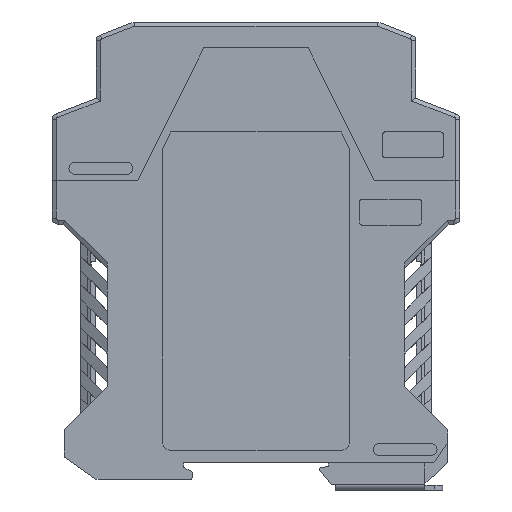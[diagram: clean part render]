
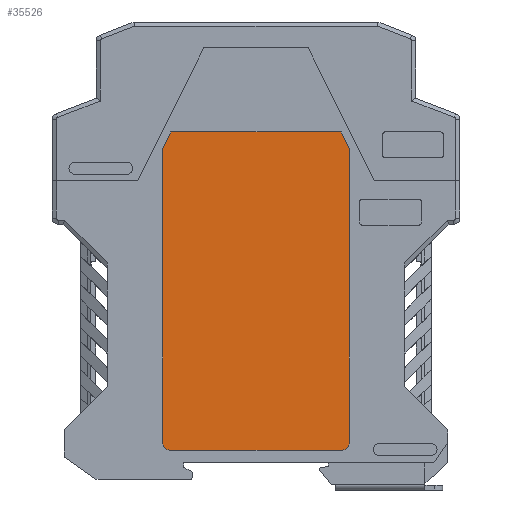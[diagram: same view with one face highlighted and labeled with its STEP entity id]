
A CAD part, left-side view. The second image highlights one B-rep face of the part: STEP entity #35526.
In plain terms, the highlighted planar face has unit normal (-1, 0, 0).
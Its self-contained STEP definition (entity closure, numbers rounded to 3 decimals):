
#835=FACE_OUTER_BOUND('',#2854,.T.);
#2854=EDGE_LOOP('',(#23259,#23260,#23261,#23262,#23263,#23264,#23265,#23266));
#5105=LINE('',#52533,#9550);
#5109=LINE('',#52545,#9554);
#5112=LINE('',#52551,#9557);
#5116=LINE('',#52563,#9561);
#5117=LINE('',#52566,#9562);
#5118=LINE('',#52567,#9563);
#9550=VECTOR('',#41962,1.);
#9554=VECTOR('',#41974,1.);
#9557=VECTOR('',#41979,1.);
#9561=VECTOR('',#41991,1.);
#9562=VECTOR('',#41994,1.);
#9563=VECTOR('',#41995,1.);
#13960=VERTEX_POINT('',#52527);
#13962=VERTEX_POINT('',#52531);
#13964=VERTEX_POINT('',#52536);
#13966=VERTEX_POINT('',#52542);
#13968=VERTEX_POINT('',#52548);
#13970=VERTEX_POINT('',#52554);
#13971=VERTEX_POINT('',#52556);
#13973=VERTEX_POINT('',#52565);
#17582=EDGE_CURVE('',#13960,#13962,#5105,.T.);
#17584=EDGE_CURVE('',#13964,#13962,#37523,.T.);
#17588=EDGE_CURVE('',#13966,#13960,#5109,.T.);
#17591=EDGE_CURVE('',#13968,#13966,#5112,.T.);
#17593=EDGE_CURVE('',#13970,#13971,#37525,.T.);
#17597=EDGE_CURVE('',#13964,#13971,#5116,.T.);
#17598=EDGE_CURVE('',#13970,#13973,#5117,.T.);
#17599=EDGE_CURVE('',#13973,#13968,#5118,.T.);
#23259=ORIENTED_EDGE('',*,*,#17591,.T.);
#23260=ORIENTED_EDGE('',*,*,#17588,.T.);
#23261=ORIENTED_EDGE('',*,*,#17582,.T.);
#23262=ORIENTED_EDGE('',*,*,#17584,.F.);
#23263=ORIENTED_EDGE('',*,*,#17597,.T.);
#23264=ORIENTED_EDGE('',*,*,#17593,.F.);
#23265=ORIENTED_EDGE('',*,*,#17598,.T.);
#23266=ORIENTED_EDGE('',*,*,#17599,.T.);
#33985=PLANE('',#38647);
#35526=ADVANCED_FACE('',(#835),#33985,.T.);
#37523=CIRCLE('',#38639,2.);
#37525=CIRCLE('',#38644,2.);
#38639=AXIS2_PLACEMENT_3D('',#52538,#41966,#41967);
#38644=AXIS2_PLACEMENT_3D('',#52557,#41983,#41984);
#38647=AXIS2_PLACEMENT_3D('',#52564,#41992,#41993);
#41962=DIRECTION('',(0.,0.,-1.));
#41966=DIRECTION('center_axis',(1.,0.,0.));
#41967=DIRECTION('ref_axis',(0.,1.,0.));
#41974=DIRECTION('',(0.,0.447,-0.894));
#41979=DIRECTION('',(0.,1.,0.));
#41983=DIRECTION('center_axis',(1.,0.,0.));
#41984=DIRECTION('ref_axis',(0.,1.,0.));
#41991=DIRECTION('',(0.,-1.,0.));
#41992=DIRECTION('center_axis',(-1.,0.,0.));
#41993=DIRECTION('ref_axis',(0.,0.,
-1.));
#41994=DIRECTION('',(0.,0.,1.));
#41995=DIRECTION('',(0.,0.447,0.894));
#52527=CARTESIAN_POINT('',(-149.45,947.864,131.609));
#52531=CARTESIAN_POINT('',(-149.45,947.864,60.309));
#52533=CARTESIAN_POINT('',(-149.45,947.864,47.309));
#52536=CARTESIAN_POINT('',(-149.45,945.864,58.309));
#52538=CARTESIAN_POINT('Origin',(-149.45,945.864,60.309));
#52542=CARTESIAN_POINT('',(-149.45,945.864,135.609));
#52545=CARTESIAN_POINT('',(-149.45,977.054,73.229));
#52548=CARTESIAN_POINT('',(-149.45,904.564,135.609));
#52551=CARTESIAN_POINT('',(-149.45,925.214,135.609));
#52554=CARTESIAN_POINT('',(-149.45,902.564,60.309));
#52556=CARTESIAN_POINT('',(-149.45,904.564,58.309));
#52557=CARTESIAN_POINT('Origin',(-149.45,904.564,60.309));
#52563=CARTESIAN_POINT('',(-149.45,925.214,58.309));
#52564=CARTESIAN_POINT('Origin',(-149.45,890.324,121.584));
#52565=CARTESIAN_POINT('',(-149.45,902.564,131.609));
#52566=CARTESIAN_POINT('',(-149.45,902.564,47.309));
#52567=CARTESIAN_POINT('',(-149.45,873.374,73.229));
